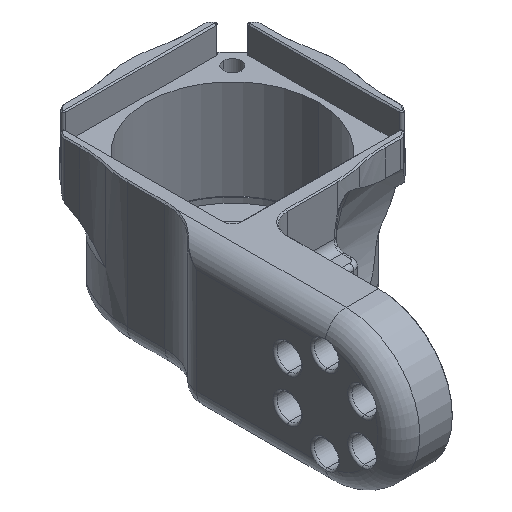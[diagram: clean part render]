
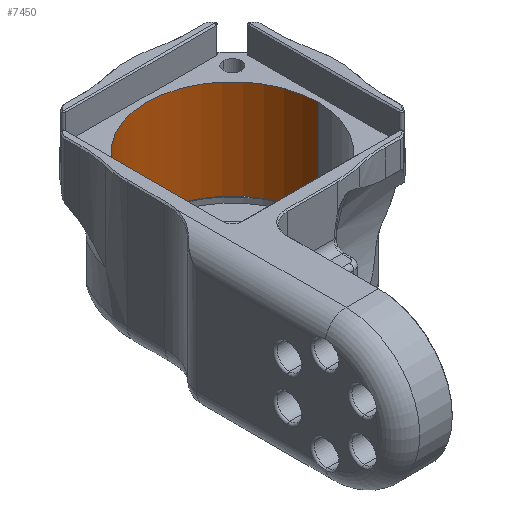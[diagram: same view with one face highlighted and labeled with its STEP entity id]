
A CAD part, isometric view. The second image highlights one B-rep face of the part: STEP entity #7450.
In plain terms, the highlighted cylindrical face has radius 20.35 mm (diameter 40.7 mm), a partial arc.
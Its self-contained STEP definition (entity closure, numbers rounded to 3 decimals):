
#241 = CYLINDRICAL_SURFACE ( 'NONE', #5275, 20.35 ) ;
#331 = CARTESIAN_POINT ( 'NONE',  ( -35.35, 198., -12.5 ) ) ;
#751 = CARTESIAN_POINT ( 'NONE',  ( -35.35, 198., -12.5 ) ) ;
#1407 = ORIENTED_EDGE ( 'NONE', *, *, #7768, .F. ) ;
#1818 = ORIENTED_EDGE ( 'NONE', *, *, #7678, .T. ) ;
#1903 = DIRECTION ( 'NONE',  ( 0., 0., 1. ) ) ;
#2086 = CARTESIAN_POINT ( 'NONE',  ( -15., 198., -12.5 ) ) ;
#2416 = CARTESIAN_POINT ( 'NONE',  ( -35.35, 198., 11. ) ) ;
#3073 = LINE ( 'NONE', #331, #9985 ) ;
#3138 = CARTESIAN_POINT ( 'NONE',  ( -15., 198., -12.5 ) ) ;
#4270 = DIRECTION ( 'NONE',  ( 0., 0., 1. ) ) ;
#4422 = CIRCLE ( 'NONE', #5764, 20.35 ) ;
#4468 = CIRCLE ( 'NONE', #11192, 20.35 ) ;
#4924 = VERTEX_POINT ( 'NONE', #5485 ) ;
#5275 = AXIS2_PLACEMENT_3D ( 'NONE', #2086, #1903, #11576 ) ;
#5485 = CARTESIAN_POINT ( 'NONE',  ( 5.35, 198., -12.5 ) ) ;
#5523 = CARTESIAN_POINT ( 'NONE',  ( -15., 198., 11. ) ) ;
#5644 = VERTEX_POINT ( 'NONE', #2416 ) ;
#5764 = AXIS2_PLACEMENT_3D ( 'NONE', #3138, #8679, #6193 ) ;
#5796 = CARTESIAN_POINT ( 'NONE',  ( 5.35, 198., 11. ) ) ;
#6193 = DIRECTION ( 'NONE',  ( 1., 0., 0. ) ) ;
#6359 = VERTEX_POINT ( 'NONE', #751 ) ;
#6617 = DIRECTION ( 'NONE',  ( 1., 0., 0. ) ) ;
#7450 = ADVANCED_FACE ( 'NONE', ( #10145 ), #241, .F. ) ;
#7678 = EDGE_CURVE ( 'NONE', #10463, #5644, #4468, .T. ) ;
#7768 = EDGE_CURVE ( 'NONE', #6359, #5644, #3073, .T. ) ;
#8490 = DIRECTION ( 'NONE',  ( 0., 0., 1. ) ) ;
#8679 = DIRECTION ( 'NONE',  ( 0., 0., 1. ) ) ;
#8797 = LINE ( 'NONE', #11493, #11538 ) ;
#9312 = ORIENTED_EDGE ( 'NONE', *, *, #10976, .F. ) ;
#9440 = ORIENTED_EDGE ( 'NONE', *, *, #10912, .T. ) ;
#9985 = VECTOR ( 'NONE', #10404, 1000. ) ;
#10145 = FACE_OUTER_BOUND ( 'NONE', #11241, .T. ) ;
#10404 = DIRECTION ( 'NONE',  ( 0., 0., 1. ) ) ;
#10463 = VERTEX_POINT ( 'NONE', #5796 ) ;
#10912 = EDGE_CURVE ( 'NONE', #4924, #10463, #8797, .T. ) ;
#10976 = EDGE_CURVE ( 'NONE', #4924, #6359, #4422, .T. ) ;
#11192 = AXIS2_PLACEMENT_3D ( 'NONE', #5523, #8490, #6617 ) ;
#11241 = EDGE_LOOP ( 'NONE', ( #1407, #9312, #9440, #1818 ) ) ;
#11493 = CARTESIAN_POINT ( 'NONE',  ( 5.35, 198., -12.5 ) ) ;
#11538 = VECTOR ( 'NONE', #4270, 1000. ) ;
#11576 = DIRECTION ( 'NONE',  ( 1., 0., 0. ) ) ;
